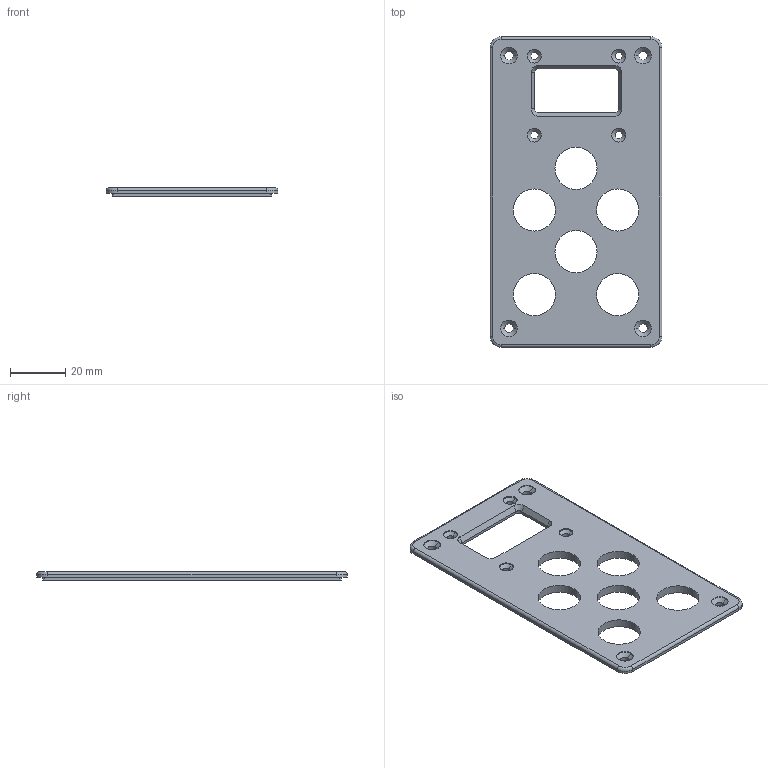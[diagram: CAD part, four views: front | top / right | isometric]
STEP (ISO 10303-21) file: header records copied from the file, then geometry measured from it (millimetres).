
FILE_DESCRIPTION(('Open CASCADE Model'),'2;1');
FILE_NAME('Open CASCADE Shape Model','2018-08-23T22:24:37',('Author'),( 'Open CASCADE'),'Open CASCADE STEP processor 7.2','Open CASCADE 7.2' ,'Unknown');
FILE_SCHEMA(('AUTOMOTIVE_DESIGN { 1 0 10303 214 1 1 1 1 }'));
Length unit declared in the file: millimetre
Products named in the file (1): Open CASCADE STEP translator 7.2 5
Bounding box: 62 x 112 x 3 mm (x, y, z)
Volume: 14857.8 mm3; surface area: 12729.4 mm2
Topology: 1 solids, 1 shells, 111 faces, 268 edges, 168 vertices
Faces by surface type: cylinder 60, plane 27, cone 20, torus 4
Entity records: 6868 total; most frequent: CARTESIAN_POINT 1364, DIRECTION 1072, ORIENTED_EDGE 536, PCURVE 536, DEFINITIONAL_REPRESENTATION 536, LINE 484, VECTOR 484, EDGE_CURVE 268
